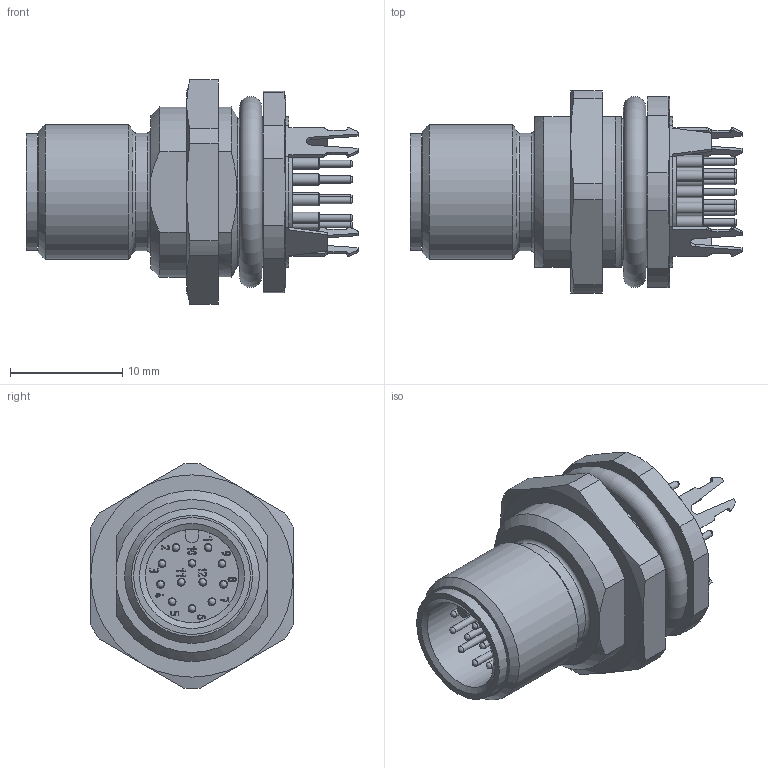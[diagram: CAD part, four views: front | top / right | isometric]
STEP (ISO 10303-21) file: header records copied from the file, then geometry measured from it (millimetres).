
FILE_DESCRIPTION(/* description */ (''),/* implementation_level */ '2;1');
FILE_NAME(/* name */ '09-3491-500-12_bg.stp',/* time_stamp */ '2010-10-07T14:17:45+02:00',/* author */ (''),/* organization */ (''),/* preprocessor_version */ 'ST-DEVELOPER v11',/* originating_system */ 'UGS - NX 5.0',/* authorisation */ '');
FILE_SCHEMA (('CONFIG_CONTROL_DESIGN'));
Length unit declared in the file: millimetre
Products named in the file (1): kbor9F70wqxi
Bounding box: 29.55 x 18 x 19.99 mm (x, y, z)
Volume: 2988.9 mm3; surface area: 3041.4 mm2
Topology: 1 solids, 1 shells, 401 faces, 981 edges, 638 vertices
Faces by surface type: plane 165, cylinder 102, extrusion 75, cone 42, sphere 12, torus 5
Full cylindrical faces by diameter (mm): 0.6 x24, 0.7 x12, 1 x12, 8.3 x1, 9.4 x1, 10.4 x2, 10.5 x1, 11 x1, 12 x1
Entity records: 12394 total; most frequent: CARTESIAN_POINT 3848, ORIENTED_EDGE 1648, DIRECTION 1566, EDGE_CURVE 824, VERTEX_POINT 593, AXIS2_PLACEMENT_3D 580, EDGE_LOOP 569, VECTOR 406
